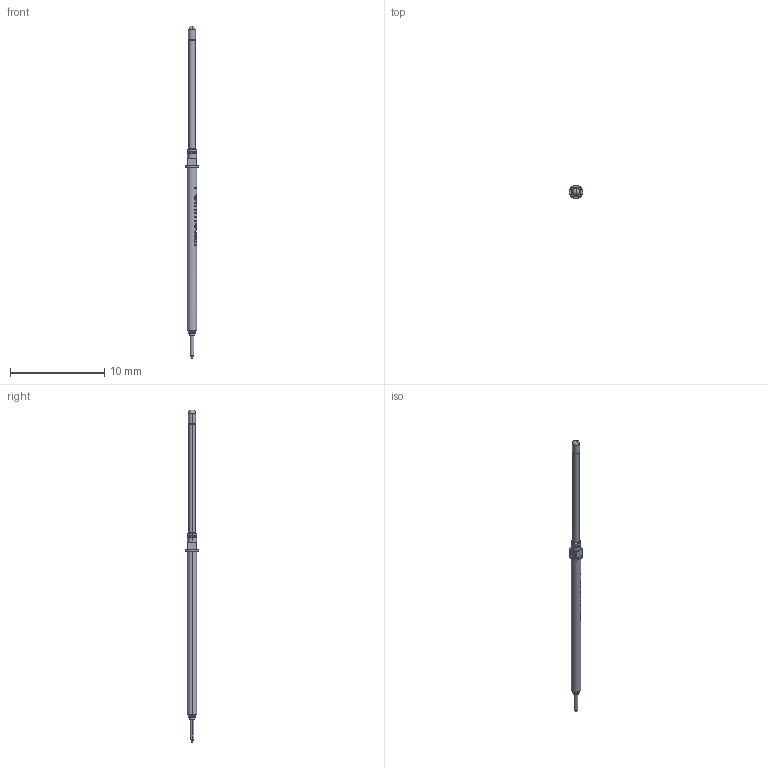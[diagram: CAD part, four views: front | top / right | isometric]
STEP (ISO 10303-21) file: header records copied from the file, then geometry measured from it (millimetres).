
FILE_DESCRIPTION (( 'STEP AP203' ), '1' );
FILE_NAME ('MOD-F86312B075GxxxL.step', '2015-07-09T11:40:33', ( 'firstrun' ), ( 'Hewlett-Packard Company' ), 'SwSTEP 2.0', 'SolidWorks 2012', '' );
FILE_SCHEMA (( 'CONFIG_CONTROL_DESIGN' ));
Length unit declared in the file: millimetre
Products named in the file (1): MOD-F86312B075GxxxL
Bounding box: 1.4 x 1.4 x 35.2 mm (x, y, z)
Volume: 20 mm3; surface area: 96.1 mm2
Topology: 1 solids, 1 shells, 201 faces, 561 edges, 367 vertices
Faces by surface type: plane 75, bspline 62, cylinder 50, torus 6, cone 6, sphere 2
Entity records: 9754 total; most frequent: CARTESIAN_POINT 5042, ORIENTED_EDGE 1118, DIRECTION 748, EDGE_CURVE 559, VERTEX_POINT 367, AXIS2_PLACEMENT_3D 286, B_SPLINE_CURVE_WITH_KNOTS 237, EDGE_LOOP 208
